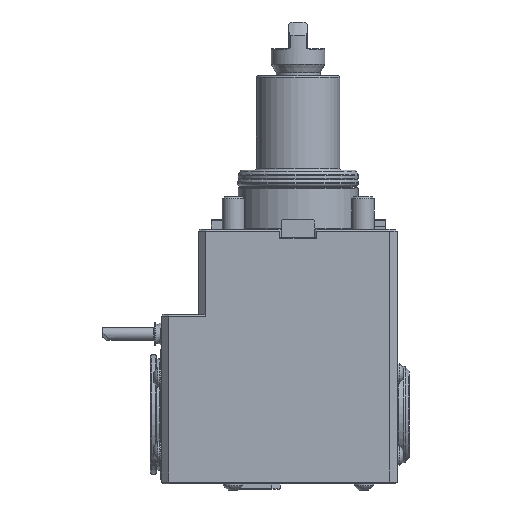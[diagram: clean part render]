
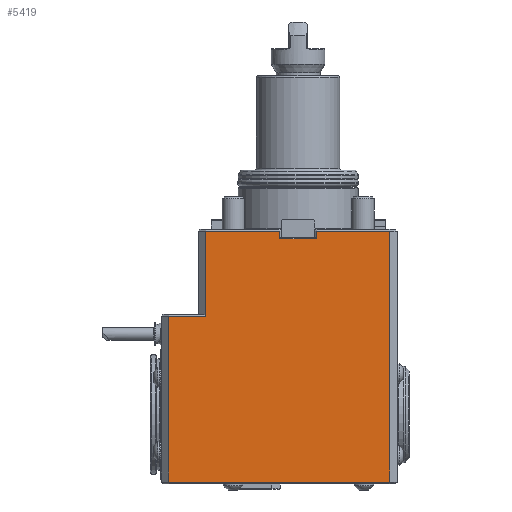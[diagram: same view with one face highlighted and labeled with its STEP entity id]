
A CAD part, front view. The second image highlights one B-rep face of the part: STEP entity #5419.
In plain terms, the highlighted planar face has unit normal (0, -1, 0).
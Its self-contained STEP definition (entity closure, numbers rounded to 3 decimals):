
#236=LINE('',#8958,#696);
#237=LINE('',#8960,#697);
#239=LINE('',#8964,#699);
#244=LINE('',#8974,#704);
#253=LINE('',#9001,#713);
#266=LINE('',#9030,#726);
#267=LINE('',#9033,#727);
#268=LINE('',#9035,#728);
#269=LINE('',#9036,#729);
#270=LINE('',#9038,#730);
#696=VECTOR('',#7026,1000.);
#697=VECTOR('',#7029,1000.);
#699=VECTOR('',#7033,1000.);
#704=VECTOR('',#7046,1000.);
#713=VECTOR('',#7073,1000.);
#726=VECTOR('',#7096,1000.);
#727=VECTOR('',#7097,1000.);
#728=VECTOR('',#7098,1000.);
#729=VECTOR('',#7099,1000.);
#730=VECTOR('',#7100,1000.);
#1952=ORIENTED_EDGE('',*,*,#3103,.T.);
#1953=ORIENTED_EDGE('',*,*,#3104,.T.);
#1954=ORIENTED_EDGE('',*,*,#3105,.T.);
#1955=ORIENTED_EDGE('',*,*,#3077,.T.);
#1956=ORIENTED_EDGE('',*,*,#3072,.T.);
#1957=ORIENTED_EDGE('',*,*,#3070,.T.);
#1958=ORIENTED_EDGE('',*,*,#3069,.T.);
#1959=ORIENTED_EDGE('',*,*,#3089,.T.);
#1960=ORIENTED_EDGE('',*,*,#3106,.T.);
#1961=ORIENTED_EDGE('',*,*,#3107,.F.);
#3069=EDGE_CURVE('',#3700,#3717,#236,.T.);
#3070=EDGE_CURVE('',#3701,#3700,#237,.T.);
#3072=EDGE_CURVE('',#3731,#3701,#239,.T.);
#3077=EDGE_CURVE('',#3733,#3731,#244,.T.);
#3089=EDGE_CURVE('',#3717,#3742,#253,.T.);
#3103=EDGE_CURVE('',#3753,#3754,#266,.T.);
#3104=EDGE_CURVE('',#3754,#3755,#267,.T.);
#3105=EDGE_CURVE('',#3755,#3733,#268,.T.);
#3106=EDGE_CURVE('',#3742,#3756,#269,.T.);
#3107=EDGE_CURVE('',#3753,#3756,#270,.T.);
#3700=VERTEX_POINT('',#8855);
#3701=VERTEX_POINT('',#8860);
#3717=VERTEX_POINT('',#8908);
#3731=VERTEX_POINT('',#8963);
#3733=VERTEX_POINT('',#8975);
#3742=VERTEX_POINT('',#9002);
#3753=VERTEX_POINT('',#9031);
#3754=VERTEX_POINT('',#9032);
#3755=VERTEX_POINT('',#9034);
#3756=VERTEX_POINT('',#9037);
#4441=EDGE_LOOP('',(#1952,#1953,#1954,#1955,#1956,#1957,#1958,#1959,#1960,
#1961));
#4878=FACE_BOUND('',#4441,.T.);
#5105=PLANE('',#5962);
#5419=ADVANCED_FACE('',(#4878),#5105,.F.);
#5962=AXIS2_PLACEMENT_3D('',#9029,#7094,#7095);
#7026=DIRECTION('',(1.,0.,0.));
#7029=DIRECTION('',(0.,0.,-1.));
#7033=DIRECTION('',(-1.,0.,0.));
#7046=DIRECTION('',(0.,0.,-1.));
#7073=DIRECTION('',(0.,0.,1.));
#7094=DIRECTION('',(0.,1.,0.));
#7095=DIRECTION('',(-1.,0.,0.));
#7096=DIRECTION('',(-1.,0.,0.));
#7097=DIRECTION('',(0.,0.,1.));
#7098=DIRECTION('',(-1.,0.,0.));
#7099=DIRECTION('',(-1.,0.,0.));
#7100=DIRECTION('',(0.,0.,1.));
#8855=CARTESIAN_POINT('',(-70.,-48.5,-136.5));
#8860=CARTESIAN_POINT('',(-70.,-48.5,-47.));
#8908=CARTESIAN_POINT('',(49.5,-48.5,-136.5));
#8958=CARTESIAN_POINT('',(0.,-48.5,-136.5));
#8960=CARTESIAN_POINT('',(-70.,-48.5,-28.));
#8963=CARTESIAN_POINT('',(-50.,-48.5,-47.));
#8964=CARTESIAN_POINT('',(0.,-48.5,-47.));
#8974=CARTESIAN_POINT('',(-50.,-48.5,0.));
#8975=CARTESIAN_POINT('',(-50.,-48.5,-1.));
#9001=CARTESIAN_POINT('',(49.5,-48.5,0.));
#9002=CARTESIAN_POINT('',(49.5,-48.5,-1.));
#9029=CARTESIAN_POINT('',(0.,-48.5,0.));
#9030=CARTESIAN_POINT('',(-9.983,-48.5,-5.));
#9031=CARTESIAN_POINT('',(9.983,-48.5,-5.));
#9032=CARTESIAN_POINT('',(-9.983,-48.5,-5.));
#9033=CARTESIAN_POINT('',(-9.983,-48.5,-4.5));
#9034=CARTESIAN_POINT('',(-9.983,-48.5,-1.));
#9035=CARTESIAN_POINT('',(0.,-48.5,-1.));
#9036=CARTESIAN_POINT('',(0.,-48.5,-1.));
#9037=CARTESIAN_POINT('',(9.983,-48.5,-1.));
#9038=CARTESIAN_POINT('',(9.983,-48.5,-4.5));
